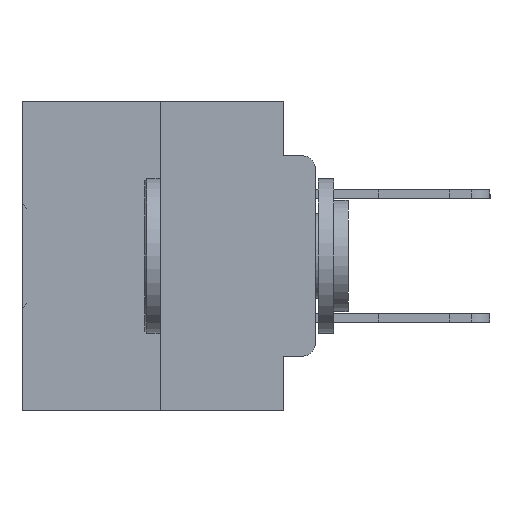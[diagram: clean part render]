
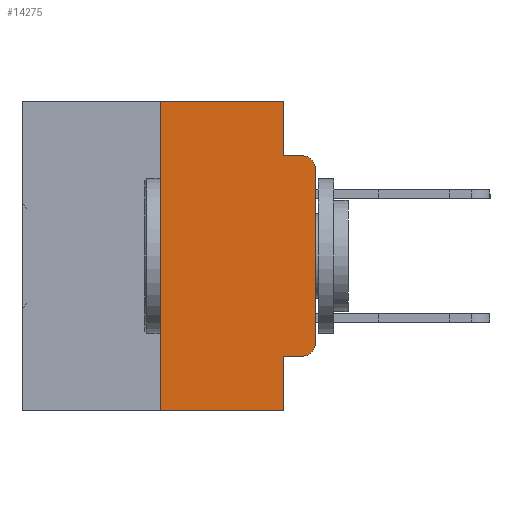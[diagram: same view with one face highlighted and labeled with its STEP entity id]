
A CAD part, left-side view. The second image highlights one B-rep face of the part: STEP entity #14275.
In plain terms, the highlighted planar face has unit normal (-1, 0, 0).
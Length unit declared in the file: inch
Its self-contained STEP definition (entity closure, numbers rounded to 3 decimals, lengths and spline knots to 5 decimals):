
#4 = LINE ( 'NONE', #11975, #13748 ) ;
#97 = ORIENTED_EDGE ( 'NONE', *, *, #18237, .F. ) ;
#945 = ORIENTED_EDGE ( 'NONE', *, *, #27172, .F. ) ;
#1047 = ORIENTED_EDGE ( 'NONE', *, *, #1861, .F. ) ;
#1861 = EDGE_CURVE ( 'NONE', #14971, #22561, #14385, .T. ) ;
#1894 = ORIENTED_EDGE ( 'NONE', *, *, #9167, .F. ) ;
#3724 = EDGE_CURVE ( 'NONE', #8642, #22561, #28854, .T. ) ;
#4368 = ORIENTED_EDGE ( 'NONE', *, *, #13993, .T. ) ;
#5395 = VERTEX_POINT ( 'NONE', #7278 ) ;
#5441 = VECTOR ( 'NONE', #16158, 39.37008 ) ;
#6200 = CARTESIAN_POINT ( 'NONE',  ( 0., 0.051, 0. ) ) ;
#6474 = PLANE ( 'NONE',  #10188 ) ;
#6836 = VECTOR ( 'NONE', #34623, 39.37008 ) ;
#6892 = VERTEX_POINT ( 'NONE', #16496 ) ;
#7278 = CARTESIAN_POINT ( 'NONE',  ( 0., 0.051, 0. ) ) ;
#7712 = LINE ( 'NONE', #31962, #6836 ) ;
#7903 = DIRECTION ( 'NONE',  ( -1., 0., 0. ) ) ;
#8180 = CARTESIAN_POINT ( 'NONE',  ( 0., 0., 0. ) ) ;
#8642 = VERTEX_POINT ( 'NONE', #23926 ) ;
#9130 = VECTOR ( 'NONE', #16718, 39.37008 ) ;
#9167 = EDGE_CURVE ( 'NONE', #8642, #6892, #12795, .T. ) ;
#9730 = LINE ( 'NONE', #27677, #16138 ) ;
#10188 = AXIS2_PLACEMENT_3D ( 'NONE', #25393, #33458, #17537 ) ;
#10911 = DIRECTION ( 'NONE',  ( -1., 0., 0. ) ) ;
#10912 = CIRCLE ( 'NONE', #30672, 0.02 ) ;
#11777 = ORIENTED_EDGE ( 'NONE', *, *, #20697, .T. ) ;
#11975 = CARTESIAN_POINT ( 'NONE',  ( 0., 0.051, -0.0885 ) ) ;
#12002 = CIRCLE ( 'NONE', #30760, 0.02 ) ;
#12309 = CARTESIAN_POINT ( 'NONE',  ( 0., 0.051, -0.4115 ) ) ;
#12795 = LINE ( 'NONE', #15428, #19925 ) ;
#13748 = VECTOR ( 'NONE', #28094, 39.37008 ) ;
#13993 = EDGE_CURVE ( 'NONE', #33611, #23382, #19912, .T. ) ;
#14275 = ADVANCED_FACE ( 'NONE', ( #24026 ), #6474, .F. ) ;
#14385 = LINE ( 'NONE', #16067, #5441 ) ;
#14479 = VERTEX_POINT ( 'NONE', #23682 ) ;
#14971 = VERTEX_POINT ( 'NONE', #12309 ) ;
#15367 = CARTESIAN_POINT ( 'NONE',  ( 0., 0.051, -0.5 ) ) ;
#15428 = CARTESIAN_POINT ( 'NONE',  ( 0., 0.25, 0. ) ) ;
#15791 = CARTESIAN_POINT ( 'NONE',  ( 0., 0.02, -0.4115 ) ) ;
#16067 = CARTESIAN_POINT ( 'NONE',  ( 0., 0.051, 0. ) ) ;
#16138 = VECTOR ( 'NONE', #19761, 39.37008 ) ;
#16158 = DIRECTION ( 'NONE',  ( 0., 0., -1. ) ) ;
#16447 = ORIENTED_EDGE ( 'NONE', *, *, #27832, .T. ) ;
#16496 = CARTESIAN_POINT ( 'NONE',  ( 0., 0.25, 0. ) ) ;
#16645 = CARTESIAN_POINT ( 'NONE',  ( 0., 0.473, -0.5 ) ) ;
#16718 = DIRECTION ( 'NONE',  ( 0., -1., 0. ) ) ;
#17537 = DIRECTION ( 'NONE',  ( 0., 0., -1. ) ) ;
#17932 = VERTEX_POINT ( 'NONE', #15791 ) ;
#18237 = EDGE_CURVE ( 'NONE', #5395, #22875, #29231, .T. ) ;
#18328 = EDGE_LOOP ( 'NONE', ( #4368, #24602, #945, #97, #23032, #1894, #28473, #1047, #16447, #11777 ) ) ;
#19761 = DIRECTION ( 'NONE',  ( 0., -1., 0. ) ) ;
#19912 = LINE ( 'NONE', #8180, #26124 ) ;
#19925 = VECTOR ( 'NONE', #31358, 39.37008 ) ;
#20697 = EDGE_CURVE ( 'NONE', #17932, #33611, #12002, .T. ) ;
#22138 = VECTOR ( 'NONE', #30398, 39.37008 ) ;
#22561 = VERTEX_POINT ( 'NONE', #15367 ) ;
#22875 = VERTEX_POINT ( 'NONE', #29891 ) ;
#22895 = CARTESIAN_POINT ( 'NONE',  ( 0., 0., -0.3915 ) ) ;
#23004 = EDGE_CURVE ( 'NONE', #6892, #5395, #9730, .T. ) ;
#23032 = ORIENTED_EDGE ( 'NONE', *, *, #23004, .F. ) ;
#23382 = VERTEX_POINT ( 'NONE', #34517 ) ;
#23682 = CARTESIAN_POINT ( 'NONE',  ( 0., 0.02, -0.0885 ) ) ;
#23926 = CARTESIAN_POINT ( 'NONE',  ( 0., 0.25, -0.5 ) ) ;
#24003 = CARTESIAN_POINT ( 'NONE',  ( 0., 0.02, -0.3915 ) ) ;
#24026 = FACE_OUTER_BOUND ( 'NONE', #18328, .T. ) ;
#24602 = ORIENTED_EDGE ( 'NONE', *, *, #32533, .T. ) ;
#25393 = CARTESIAN_POINT ( 'NONE',  ( 0., 0.473, 0. ) ) ;
#26124 = VECTOR ( 'NONE', #32336, 39.37008 ) ;
#26695 = DIRECTION ( 'NONE',  ( 0., 0., -1. ) ) ;
#26950 = CARTESIAN_POINT ( 'NONE',  ( 0., 0.02, -0.1085 ) ) ;
#27172 = EDGE_CURVE ( 'NONE', #22875, #14479, #4, .T. ) ;
#27677 = CARTESIAN_POINT ( 'NONE',  ( 0., 0.473, 0. ) ) ;
#27832 = EDGE_CURVE ( 'NONE', #14971, #17932, #7712, .T. ) ;
#28094 = DIRECTION ( 'NONE',  ( 0., -1., 0. ) ) ;
#28473 = ORIENTED_EDGE ( 'NONE', *, *, #3724, .T. ) ;
#28854 = LINE ( 'NONE', #16645, #9130 ) ;
#29231 = LINE ( 'NONE', #6200, #22138 ) ;
#29626 = DIRECTION ( 'NONE',  ( 0., 0., -1. ) ) ;
#29891 = CARTESIAN_POINT ( 'NONE',  ( 0., 0.051, -0.0885 ) ) ;
#30398 = DIRECTION ( 'NONE',  ( 0., 0., -1. ) ) ;
#30672 = AXIS2_PLACEMENT_3D ( 'NONE', #26950, #10911, #29626 ) ;
#30760 = AXIS2_PLACEMENT_3D ( 'NONE', #24003, #7903, #26695 ) ;
#31358 = DIRECTION ( 'NONE',  ( 0., 0., 1. ) ) ;
#31962 = CARTESIAN_POINT ( 'NONE',  ( 0., 0.051, -0.4115 ) ) ;
#32336 = DIRECTION ( 'NONE',  ( 0., 0., 1. ) ) ;
#32533 = EDGE_CURVE ( 'NONE', #23382, #14479, #10912, .T. ) ;
#33458 = DIRECTION ( 'NONE',  ( 1., 0., 0. ) ) ;
#33611 = VERTEX_POINT ( 'NONE', #22895 ) ;
#34517 = CARTESIAN_POINT ( 'NONE',  ( 0., 0., -0.1085 ) ) ;
#34623 = DIRECTION ( 'NONE',  ( 0., -1., 0. ) ) ;
